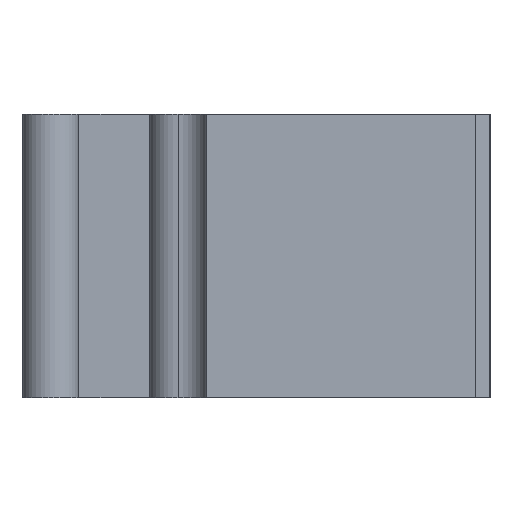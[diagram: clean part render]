
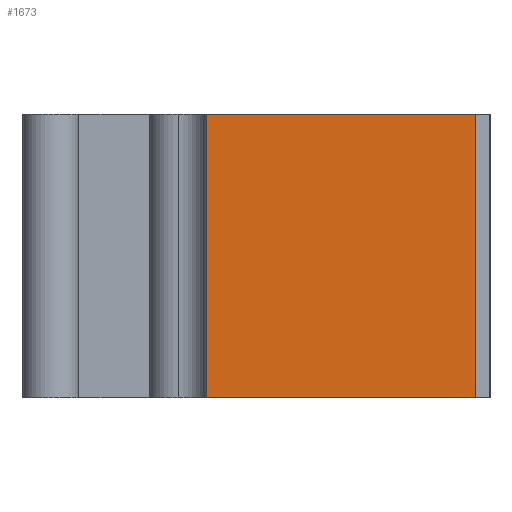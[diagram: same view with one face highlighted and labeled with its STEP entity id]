
A CAD part, left-side view. The second image highlights one B-rep face of the part: STEP entity #1673.
In plain terms, the highlighted planar face has unit normal (-1, 0, 0).
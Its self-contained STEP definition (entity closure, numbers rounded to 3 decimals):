
#83=PLANE('',#1818);
#168=FACE_OUTER_BOUND('',#255,.T.);
#255=EDGE_LOOP('',(#1556,#1557,#1558,#1559));
#265=LINE('',#2306,#460);
#336=LINE('',#2502,#531);
#380=LINE('',#2585,#575);
#390=LINE('',#2609,#585);
#460=VECTOR('',#1846,10.);
#531=VECTOR('',#1973,10.);
#575=VECTOR('',#2055,10.);
#585=VECTOR('',#2093,10.);
#695=VERTEX_POINT('',#2303);
#696=VERTEX_POINT('',#2305);
#792=VERTEX_POINT('',#2499);
#793=VERTEX_POINT('',#2501);
#856=EDGE_CURVE('',#695,#696,#265,.T.);
#954=EDGE_CURVE('',#792,#793,#336,.T.);
#998=EDGE_CURVE('',#793,#695,#380,.T.);
#1008=EDGE_CURVE('',#696,#792,#390,.T.);
#1556=ORIENTED_EDGE('',*,*,#1008,.F.);
#1557=ORIENTED_EDGE('',*,*,#856,.F.);
#1558=ORIENTED_EDGE('',*,*,#998,.F.);
#1559=ORIENTED_EDGE('',*,*,#954,.F.);
#1673=ADVANCED_FACE('',(#168),#83,.T.);
#1818=AXIS2_PLACEMENT_3D('',#2761,#2273,#2274);
#1846=DIRECTION('',(0.,-1.,0.));
#1973=DIRECTION('',(0.,1.,0.));
#2055=DIRECTION('',(0.,0.,1.));
#2093=DIRECTION('',(0.,0.,-1.));
#2273=DIRECTION('center_axis',(-1.,0.,0.));
#2274=DIRECTION('ref_axis',(0.,-1.,0.));
#2303=CARTESIAN_POINT('',(-29.,8.,5.));
#2305=CARTESIAN_POINT('',(-29.,-1.5,5.));
#2306=CARTESIAN_POINT('',(-29.,-2.,5.));
#2499=CARTESIAN_POINT('',(-29.,-1.5,-5.));
#2501=CARTESIAN_POINT('',(-29.,8.,-5.));
#2502=CARTESIAN_POINT('',(-29.,-2.,-5.));
#2585=CARTESIAN_POINT('',(-29.,8.,-5.));
#2609=CARTESIAN_POINT('',(-29.,-1.5,-5.));
#2761=CARTESIAN_POINT('Origin',(-29.,8.,-5.));
